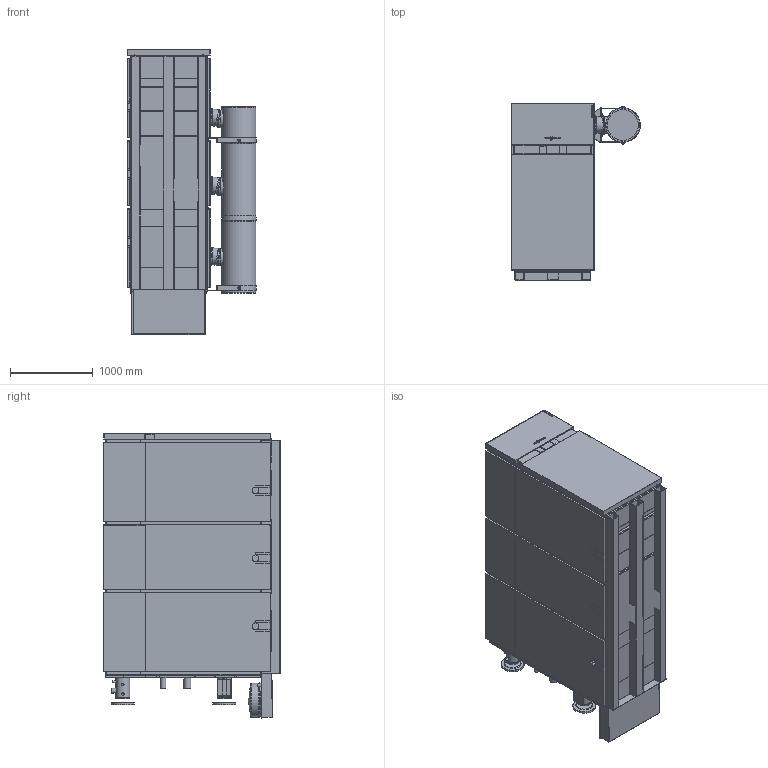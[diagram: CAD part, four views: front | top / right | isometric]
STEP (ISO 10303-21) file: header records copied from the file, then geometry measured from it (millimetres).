
FILE_DESCRIPTION(/* description */ (''),/* implementation_level */ '2;1');
FILE_NAME(/* name */ 'Vitocrossal 300 CA3B-6.0 DF With Combustion Air.stp',/* time_stamp */ '2021-01-11T12:43:06-05:00',/* author */ ('pfid'),/* organization */ (''),/* preprocessor_version */ 'ST-DEVELOPER v18',/* originating_system */ 'Autodesk Inventor 2020',/* authorisation */ '');
FILE_SCHEMA (('AUTOMOTIVE_DESIGN { 1 0 10303 214 3 1 1 }'));
Products named in the file (1): Vitocrossal 300 CA3B-6.0 DF-Installation Fittings-Combustion Air Inta
ke_Substitute_2
Bounding box: 1557 x 2131 x 3448.7 mm (x, y, z)
Surface area: 71326430.8 mm2 (no closed solid volume)
Topology: 0 solids, 223 shells, 1789 faces, 7764 edges, 6007 vertices
Faces by surface type: plane 1044, cylinder 553, cone 80, bspline 65, torus 41, sphere 6
Full cylindrical faces by diameter (mm): 8 x4, 8.2 x6, 11.63 x4, 16 x12, 20.65 x3, 29 x5, 30 x1, 31.8 x1, 60.3 x2, 88.9 x1, 168.3 x4, 204 x6, 214 x1, 215.9 x2, 279.4 x2, 410.4 x2, 410.5 x1, 412.6 x3
Entity records: 83664 total; most frequent: CARTESIAN_POINT 19924, DIRECTION 12945, ORIENTED_EDGE 10868, EDGE_CURVE 7759, VERTEX_POINT 6007, LINE 5165, VECTOR 5165, AXIS2_PLACEMENT_3D 3890
